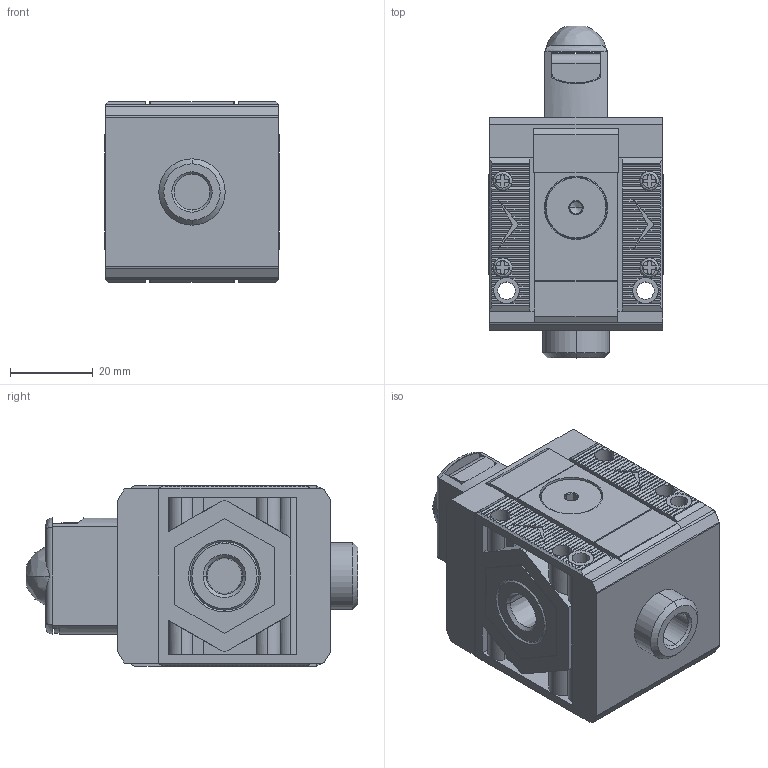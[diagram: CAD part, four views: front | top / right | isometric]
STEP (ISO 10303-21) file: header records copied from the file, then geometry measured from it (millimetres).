
FILE_DESCRIPTION (( 'STEP AP203' ), '1' );
FILE_NAME ('5U11V101.step', '2023-05-17T15:09:23', ( '' ), ( '' ), 'SwSTEP 2.0', 'SolidWorks 2021', '' );
FILE_SCHEMA (( 'CONFIG_CONTROL_DESIGN' ));
Length unit declared in the file: inch
Products named in the file (1): 5U11V101
Bounding box: 42.2 x 80.07 x 43.6 mm (x, y, z)
Volume: 95600.6 mm3; surface area: 34511.6 mm2
Topology: 13 solids, 13 shells, 1159 faces, 3055 edges, 1950 vertices
Faces by surface type: plane 817, cylinder 206, cone 94, bspline 42
Entity records: 37110 total; most frequent: CARTESIAN_POINT 9124, ORIENTED_EDGE 6094, DIRECTION 5461, EDGE_CURVE 3047, LINE 2203, VECTOR 2203, VERTEX_POINT 1950, AXIS2_PLACEMENT_3D 1629
